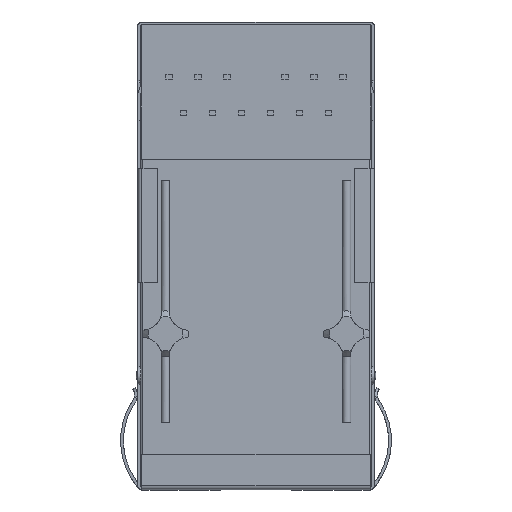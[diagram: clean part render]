
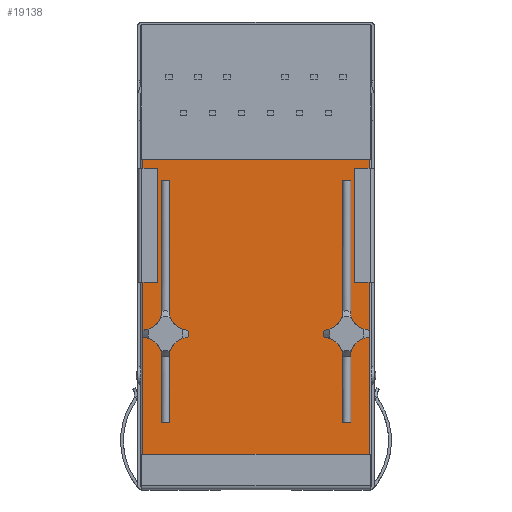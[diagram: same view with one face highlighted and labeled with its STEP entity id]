
A CAD part, top view. The second image highlights one B-rep face of the part: STEP entity #19138.
In plain terms, the highlighted planar face has unit normal (0, 0, 1).
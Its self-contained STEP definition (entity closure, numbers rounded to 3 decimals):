
#804=LINE('',#24479,#2117);
#805=LINE('',#24481,#2118);
#806=LINE('',#24483,#2119);
#807=LINE('',#24491,#2120);
#808=LINE('',#24493,#2121);
#809=LINE('',#24495,#2122);
#810=LINE('',#24500,#2123);
#811=LINE('',#24503,#2124);
#812=LINE('',#24505,#2125);
#813=LINE('',#24513,#2126);
#814=LINE('',#24515,#2127);
#815=LINE('',#24517,#2128);
#816=LINE('',#24524,#2129);
#817=LINE('',#24527,#2130);
#818=LINE('',#24529,#2131);
#819=LINE('',#24531,#2132);
#2117=VECTOR('',#21021,1000.);
#2118=VECTOR('',#21022,1000.);
#2119=VECTOR('',#21023,1000.);
#2120=VECTOR('',#21030,1000.);
#2121=VECTOR('',#21031,1000.);
#2122=VECTOR('',#21032,1000.);
#2123=VECTOR('',#21037,1000.);
#2124=VECTOR('',#21038,1000.);
#2125=VECTOR('',#21039,1000.);
#2126=VECTOR('',#21046,1000.);
#2127=VECTOR('',#21047,1000.);
#2128=VECTOR('',#21048,1000.);
#2129=VECTOR('',#21055,1000.);
#2130=VECTOR('',#21056,1000.);
#2131=VECTOR('',#21057,1000.);
#2132=VECTOR('',#21058,1000.);
#3430=ORIENTED_EDGE('',*,*,#7604,.T.);
#3431=ORIENTED_EDGE('',*,*,#7605,.F.);
#3432=ORIENTED_EDGE('',*,*,#7606,.F.);
#3433=ORIENTED_EDGE('',*,*,#7607,.T.);
#3434=ORIENTED_EDGE('',*,*,#7608,.T.);
#3435=ORIENTED_EDGE('',*,*,#7609,.F.);
#3436=ORIENTED_EDGE('',*,*,#7610,.T.);
#3437=ORIENTED_EDGE('',*,*,#7611,.T.);
#3438=ORIENTED_EDGE('',*,*,#7612,.T.);
#3439=ORIENTED_EDGE('',*,*,#7613,.F.);
#3440=ORIENTED_EDGE('',*,*,#7614,.T.);
#3441=ORIENTED_EDGE('',*,*,#7615,.F.);
#3442=ORIENTED_EDGE('',*,*,#7616,.F.);
#3443=ORIENTED_EDGE('',*,*,#7617,.T.);
#3444=ORIENTED_EDGE('',*,*,#7618,.T.);
#3445=ORIENTED_EDGE('',*,*,#7619,.T.);
#3446=ORIENTED_EDGE('',*,*,#7620,.F.);
#3447=ORIENTED_EDGE('',*,*,#7621,.T.);
#3448=ORIENTED_EDGE('',*,*,#7622,.T.);
#3449=ORIENTED_EDGE('',*,*,#7623,.F.);
#3450=ORIENTED_EDGE('',*,*,#7624,.F.);
#3451=ORIENTED_EDGE('',*,*,#7625,.T.);
#3452=ORIENTED_EDGE('',*,*,#7626,.F.);
#3453=ORIENTED_EDGE('',*,*,#7627,.T.);
#3454=ORIENTED_EDGE('',*,*,#7628,.T.);
#3455=ORIENTED_EDGE('',*,*,#7629,.T.);
#3456=ORIENTED_EDGE('',*,*,#7630,.T.);
#3457=ORIENTED_EDGE('',*,*,#7631,.T.);
#7604=EDGE_CURVE('',#9691,#9692,#11027,.T.);
#7605=EDGE_CURVE('',#9693,#9692,#804,.T.);
#7606=EDGE_CURVE('',#9694,#9693,#805,.T.);
#7607=EDGE_CURVE('',#9694,#9695,#806,.T.);
#7608=EDGE_CURVE('',#9695,#9696,#11028,.T.);
#7609=EDGE_CURVE('',#9697,#9696,#11029,.T.);
#7610=EDGE_CURVE('',#9697,#9698,#11030,.T.);
#7611=EDGE_CURVE('',#9698,#9699,#807,.T.);
#7612=EDGE_CURVE('',#9699,#9700,#808,.T.);
#7613=EDGE_CURVE('',#9701,#9700,#809,.T.);
#7614=EDGE_CURVE('',#9701,#9702,#11031,.T.);
#7615=EDGE_CURVE('',#9691,#9702,#11032,.T.);
#7616=EDGE_CURVE('',#9703,#9704,#810,.T.);
#7617=EDGE_CURVE('',#9703,#9705,#811,.T.);
#7618=EDGE_CURVE('',#9705,#9706,#812,.T.);
#7619=EDGE_CURVE('',#9706,#9707,#11033,.T.);
#7620=EDGE_CURVE('',#9708,#9707,#11034,.T.);
#7621=EDGE_CURVE('',#9708,#9709,#11035,.T.);
#7622=EDGE_CURVE('',#9709,#9710,#813,.T.);
#7623=EDGE_CURVE('',#9711,#9710,#814,.T.);
#7624=EDGE_CURVE('',#9712,#9711,#815,.T.);
#7625=EDGE_CURVE('',#9712,#9713,#11036,.T.);
#7626=EDGE_CURVE('',#9714,#9713,#11037,.T.);
#7627=EDGE_CURVE('',#9714,#9704,#11038,.T.);
#7628=EDGE_CURVE('',#9715,#9716,#816,.T.);
#7629=EDGE_CURVE('',#9716,#9717,#817,.T.);
#7630=EDGE_CURVE('',#9717,#9718,#818,.T.);
#7631=EDGE_CURVE('',#9718,#9715,#819,.T.);
#9691=VERTEX_POINT('',#24477);
#9692=VERTEX_POINT('',#24478);
#9693=VERTEX_POINT('',#24480);
#9694=VERTEX_POINT('',#24482);
#9695=VERTEX_POINT('',#24484);
#9696=VERTEX_POINT('',#24486);
#9697=VERTEX_POINT('',#24488);
#9698=VERTEX_POINT('',#24490);
#9699=VERTEX_POINT('',#24492);
#9700=VERTEX_POINT('',#24494);
#9701=VERTEX_POINT('',#24496);
#9702=VERTEX_POINT('',#24498);
#9703=VERTEX_POINT('',#24501);
#9704=VERTEX_POINT('',#24502);
#9705=VERTEX_POINT('',#24504);
#9706=VERTEX_POINT('',#24506);
#9707=VERTEX_POINT('',#24508);
#9708=VERTEX_POINT('',#24510);
#9709=VERTEX_POINT('',#24512);
#9710=VERTEX_POINT('',#24514);
#9711=VERTEX_POINT('',#24516);
#9712=VERTEX_POINT('',#24518);
#9713=VERTEX_POINT('',#24520);
#9714=VERTEX_POINT('',#24522);
#9715=VERTEX_POINT('',#24525);
#9716=VERTEX_POINT('',#24526);
#9717=VERTEX_POINT('',#24528);
#9718=VERTEX_POINT('',#24530);
#11027=CIRCLE('',#19944,1.4);
#11028=CIRCLE('',#19945,1.4);
#11029=CIRCLE('',#19946,1.6);
#11030=CIRCLE('',#19947,1.4);
#11031=CIRCLE('',#19948,1.4);
#11032=CIRCLE('',#19949,1.6);
#11033=CIRCLE('',#19950,1.4);
#11034=CIRCLE('',#19951,1.6);
#11035=CIRCLE('',#19952,1.4);
#11036=CIRCLE('',#19953,1.4);
#11037=CIRCLE('',#19954,1.6);
#11038=CIRCLE('',#19955,1.4);
#11303=EDGE_LOOP('',(#3430,#3431,#3432,#3433,#3434,#3435,#3436,#3437,#3438,
#3439,#3440,#3441));
#11304=EDGE_LOOP('',(#3442,#3443,#3444,#3445,#3446,#3447,#3448,#3449,#3450,
#3451,#3452,#3453));
#11305=EDGE_LOOP('',(#3454,#3455,#3456,#3457));
#12180=FACE_BOUND('',#11303,.T.);
#12181=FACE_BOUND('',#11304,.T.);
#12182=FACE_BOUND('',#11305,.T.);
#13057=PLANE('',#19943);
#19138=ADVANCED_FACE('',(#12180,#12181,#12182),#13057,.T.);
#19943=AXIS2_PLACEMENT_3D('',#24475,#21017,#21018);
#19944=AXIS2_PLACEMENT_3D('',#24476,#21019,#21020);
#19945=AXIS2_PLACEMENT_3D('',#24485,#21024,#21025);
#19946=AXIS2_PLACEMENT_3D('',#24487,#21026,#21027);
#19947=AXIS2_PLACEMENT_3D('',#24489,#21028,#21029);
#19948=AXIS2_PLACEMENT_3D('',#24497,#21033,#21034);
#19949=AXIS2_PLACEMENT_3D('',#24499,#21035,#21036);
#19950=AXIS2_PLACEMENT_3D('',#24507,#21040,#21041);
#19951=AXIS2_PLACEMENT_3D('',#24509,#21042,#21043);
#19952=AXIS2_PLACEMENT_3D('',#24511,#21044,#21045);
#19953=AXIS2_PLACEMENT_3D('',#24519,#21049,#21050);
#19954=AXIS2_PLACEMENT_3D('',#24521,#21051,#21052);
#19955=AXIS2_PLACEMENT_3D('',#24523,#21053,#21054);
#21017=DIRECTION('',(0.,0.,1.));
#21018=DIRECTION('',(1.,0.,0.));
#21019=DIRECTION('',(0.,0.,1.));
#21020=DIRECTION('',(1.,0.,0.));
#21021=DIRECTION('',(0.,1.,0.));
#21022=DIRECTION('',(1.,0.,0.));
#21023=DIRECTION('',(0.,1.,0.));
#21024=DIRECTION('',(0.,0.,1.));
#21025=DIRECTION('',(1.,0.,0.));
#21026=DIRECTION('',(0.,0.,1.));
#21027=DIRECTION('',(1.,0.,0.));
#21028=DIRECTION('',(0.,0.,1.));
#21029=DIRECTION('',(1.,0.,0.));
#21030=DIRECTION('',(0.,1.,0.));
#21031=DIRECTION('',(1.,0.,0.));
#21032=DIRECTION('',(0.,1.,0.));
#21033=DIRECTION('',(0.,0.,1.));
#21034=DIRECTION('',(1.,0.,0.));
#21035=DIRECTION('',(0.,0.,1.));
#21036=DIRECTION('',(1.,0.,0.));
#21037=DIRECTION('',(0.,1.,0.));
#21038=DIRECTION('',(-1.,0.,0.));
#21039=DIRECTION('',(0.,1.,0.));
#21040=DIRECTION('',(0.,0.,1.));
#21041=DIRECTION('',(1.,0.,0.));
#21042=DIRECTION('',(0.,0.,1.));
#21043=DIRECTION('',(1.,0.,0.));
#21044=DIRECTION('',(0.,0.,1.));
#21045=DIRECTION('',(1.,0.,0.));
#21046=DIRECTION('',(0.,1.,0.));
#21047=DIRECTION('',(-1.,0.,0.));
#21048=DIRECTION('',(0.,1.,0.));
#21049=DIRECTION('',(0.,0.,1.));
#21050=DIRECTION('',(1.,0.,0.));
#21051=DIRECTION('',(0.,0.,1.));
#21052=DIRECTION('',(1.,0.,0.));
#21053=DIRECTION('',(0.,0.,1.));
#21054=DIRECTION('',(1.,0.,0.));
#21055=DIRECTION('',(0.,1.,0.));
#21056=DIRECTION('',(-1.,0.,0.));
#21057=DIRECTION('',(0.,-1.,0.));
#21058=DIRECTION('',(1.,0.,0.));
#24475=CARTESIAN_POINT('',(-8.075,-16.21,6.64));
#24476=CARTESIAN_POINT('',(-4.702,-7.118,6.64));
#24477=CARTESIAN_POINT('',(-4.77,-5.72,6.64));
#24478=CARTESIAN_POINT('',(-6.05,-6.742,6.64));
#24479=CARTESIAN_POINT('',(-6.05,-11.71,6.64));
#24480=CARTESIAN_POINT('',(-6.05,-11.71,6.64));
#24481=CARTESIAN_POINT('',(-6.65,-11.71,6.64));
#24482=CARTESIAN_POINT('',(-6.65,-11.71,6.64));
#24483=CARTESIAN_POINT('',(-6.65,-11.71,6.64));
#24484=CARTESIAN_POINT('',(-6.65,-6.742,6.64));
#24485=CARTESIAN_POINT('',(-7.998,-7.118,6.64));
#24486=CARTESIAN_POINT('',(-7.93,-5.72,6.64));
#24487=CARTESIAN_POINT('',(-6.35,-5.47,6.64));
#24488=CARTESIAN_POINT('',(-7.93,-5.22,6.64));
#24489=CARTESIAN_POINT('',(-7.998,-3.822,6.64));
#24490=CARTESIAN_POINT('',(-6.65,-4.198,6.64));
#24491=CARTESIAN_POINT('',(-6.65,-11.71,6.64));
#24492=CARTESIAN_POINT('',(-6.65,5.29,6.64));
#24493=CARTESIAN_POINT('',(-6.65,5.29,6.64));
#24494=CARTESIAN_POINT('',(-6.05,5.29,6.64));
#24495=CARTESIAN_POINT('',(-6.05,-11.71,6.64));
#24496=CARTESIAN_POINT('',(-6.05,-4.198,6.64));
#24497=CARTESIAN_POINT('',(-4.702,-3.822,6.64));
#24498=CARTESIAN_POINT('',(-4.77,-5.22,6.64));
#24499=CARTESIAN_POINT('',(-6.35,-5.47,6.64));
#24500=CARTESIAN_POINT('',(6.65,-11.71,6.64));
#24501=CARTESIAN_POINT('',(6.65,-11.71,6.64));
#24502=CARTESIAN_POINT('',(6.65,-6.742,6.64));
#24503=CARTESIAN_POINT('',(6.65,-11.71,6.64));
#24504=CARTESIAN_POINT('',(6.05,-11.71,6.64));
#24505=CARTESIAN_POINT('',(6.05,-11.71,6.64));
#24506=CARTESIAN_POINT('',(6.05,-6.742,6.64));
#24507=CARTESIAN_POINT('',(4.702,-7.118,6.64));
#24508=CARTESIAN_POINT('',(4.77,-5.72,6.64));
#24509=CARTESIAN_POINT('',(6.35,-5.47,6.64));
#24510=CARTESIAN_POINT('',(4.77,-5.22,6.64));
#24511=CARTESIAN_POINT('',(4.702,-3.822,6.64));
#24512=CARTESIAN_POINT('',(6.05,-4.198,6.64));
#24513=CARTESIAN_POINT('',(6.05,-11.71,6.64));
#24514=CARTESIAN_POINT('',(6.05,5.29,6.64));
#24515=CARTESIAN_POINT('',(6.65,5.29,6.64));
#24516=CARTESIAN_POINT('',(6.65,5.29,6.64));
#24517=CARTESIAN_POINT('',(6.65,-11.71,6.64));
#24518=CARTESIAN_POINT('',(6.65,-4.198,6.64));
#24519=CARTESIAN_POINT('',(7.998,-3.822,6.64));
#24520=CARTESIAN_POINT('',(7.93,-5.22,6.64));
#24521=CARTESIAN_POINT('',(6.35,-5.47,6.64));
#24522=CARTESIAN_POINT('',(7.93,-5.72,6.64));
#24523=CARTESIAN_POINT('',(7.998,-7.118,6.64));
#24524=CARTESIAN_POINT('',(7.975,16.21,6.64));
#24525=CARTESIAN_POINT('',(7.975,-16.11,6.64));
#24526=CARTESIAN_POINT('',(7.975,6.766,6.64));
#24527=CARTESIAN_POINT('',(10.244,6.766,6.64));
#24528=CARTESIAN_POINT('',(-7.975,6.766,6.64));
#24529=CARTESIAN_POINT('',(-7.975,-16.21,6.64));
#24530=CARTESIAN_POINT('',(-7.975,-16.11,6.64));
#24531=CARTESIAN_POINT('',(8.075,-16.11,6.64));
